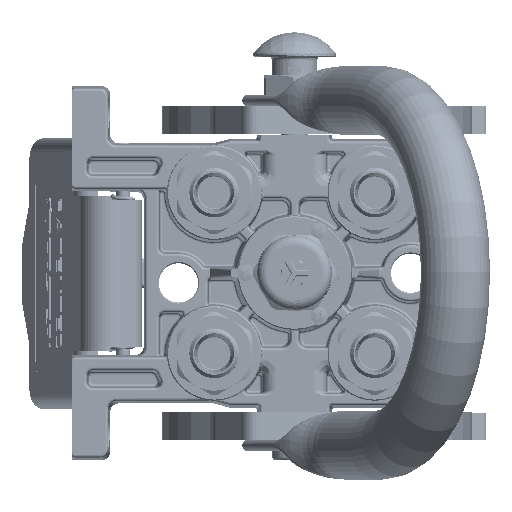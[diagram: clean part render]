
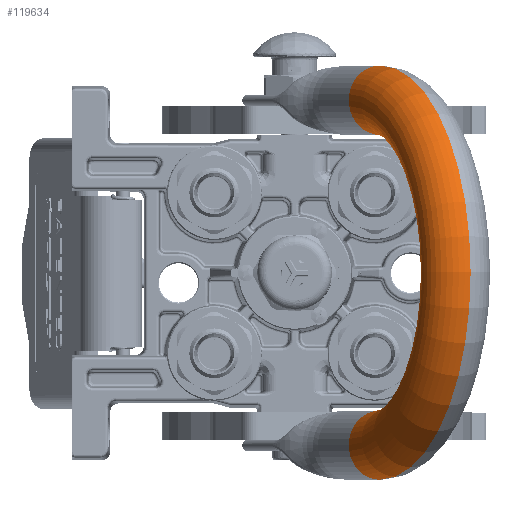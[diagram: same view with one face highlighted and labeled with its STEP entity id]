
A CAD part, top view. The second image highlights one B-rep face of the part: STEP entity #119634.
In plain terms, the highlighted toroidal (fillet/blend) face has major radius 62.25 mm and minor radius 12.5 mm.
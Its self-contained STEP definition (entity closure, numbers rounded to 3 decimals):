
#714 = CARTESIAN_POINT ( 'NONE',  ( 0., 0., 25.25 ) ) ;
#3369 = AXIS2_PLACEMENT_3D ( 'NONE', #26798, #145864, #209744 ) ;
#5606 = FACE_OUTER_BOUND ( 'NONE', #158295, .T. ) ;
#13388 = CIRCLE ( 'NONE', #15024, 12.5 ) ;
#15024 = AXIS2_PLACEMENT_3D ( 'NONE', #142164, #45533, #177683 ) ;
#18776 = CARTESIAN_POINT ( 'NONE',  ( 62.25, 0., 25.25 ) ) ;
#19708 = AXIS2_PLACEMENT_3D ( 'NONE', #18776, #102359, #52947 ) ;
#25205 = EDGE_CURVE ( 'NONE', #130724, #213229, #113755, .T. ) ;
#26798 = CARTESIAN_POINT ( 'NONE',  ( 0., 0., 25.25 ) ) ;
#29229 = EDGE_CURVE ( 'NONE', #125621, #51212, #13388, .T. ) ;
#45533 = DIRECTION ( 'NONE',  ( 0., 0., 1. ) ) ;
#51212 = VERTEX_POINT ( 'NONE', #95397 ) ;
#52947 = DIRECTION ( 'NONE',  ( 1., 0., 0. ) ) ;
#57821 = AXIS2_PLACEMENT_3D ( 'NONE', #124096, #90037, #206046 ) ;
#67791 = EDGE_CURVE ( 'NONE', #125621, #130724, #214258, .T. ) ;
#68220 = ORIENTED_EDGE ( 'NONE', *, *, #142760, .T. ) ;
#74228 = CARTESIAN_POINT ( 'NONE',  ( -74.75, 0., 25.25 ) ) ;
#87228 = ORIENTED_EDGE ( 'NONE', *, *, #29229, .T. ) ;
#90037 = DIRECTION ( 'NONE',  ( 0., 1., 0. ) ) ;
#90412 = ORIENTED_EDGE ( 'NONE', *, *, #67791, .F. ) ;
#95397 = CARTESIAN_POINT ( 'NONE',  ( -49.75, 0., 25.25 ) ) ;
#95583 = CARTESIAN_POINT ( 'NONE',  ( 49.75, 0., 25.25 ) ) ;
#102359 = DIRECTION ( 'NONE',  ( 0., 0., -1. ) ) ;
#113755 = CIRCLE ( 'NONE', #19708, 12.5 ) ;
#118332 = AXIS2_PLACEMENT_3D ( 'NONE', #714, #206022, #121919 ) ;
#119634 = ADVANCED_FACE ( 'NONE', ( #5606 ), #179563, .T. ) ;
#121919 = DIRECTION ( 'NONE',  ( 1., 0., 0. ) ) ;
#124096 = CARTESIAN_POINT ( 'NONE',  ( 0., 0., 25.25 ) ) ;
#125621 = VERTEX_POINT ( 'NONE', #74228 ) ;
#129306 = ORIENTED_EDGE ( 'NONE', *, *, #25205, .F. ) ;
#130724 = VERTEX_POINT ( 'NONE', #171336 ) ;
#142164 = CARTESIAN_POINT ( 'NONE',  ( -62.25, 0., 25.25 ) ) ;
#142760 = EDGE_CURVE ( 'NONE', #51212, #213229, #145212, .T. ) ;
#145212 = CIRCLE ( 'NONE', #57821, 49.75 ) ;
#145864 = DIRECTION ( 'NONE',  ( 0., 1., 0. ) ) ;
#158295 = EDGE_LOOP ( 'NONE', ( #68220, #129306, #90412, #87228 ) ) ;
#171336 = CARTESIAN_POINT ( 'NONE',  ( 74.75, 0., 25.25 ) ) ;
#177683 = DIRECTION ( 'NONE',  ( -1., 0., 0. ) ) ;
#179563 = TOROIDAL_SURFACE ( 'NONE', #118332, 62.25, 12.5 ) ;
#206022 = DIRECTION ( 'NONE',  ( 0., 1., 0. ) ) ;
#206046 = DIRECTION ( 'NONE',  ( -1., 0., 0. ) ) ;
#209744 = DIRECTION ( 'NONE',  ( -1., 0., 0. ) ) ;
#213229 = VERTEX_POINT ( 'NONE', #95583 ) ;
#214258 = CIRCLE ( 'NONE', #3369, 74.75 ) ;
